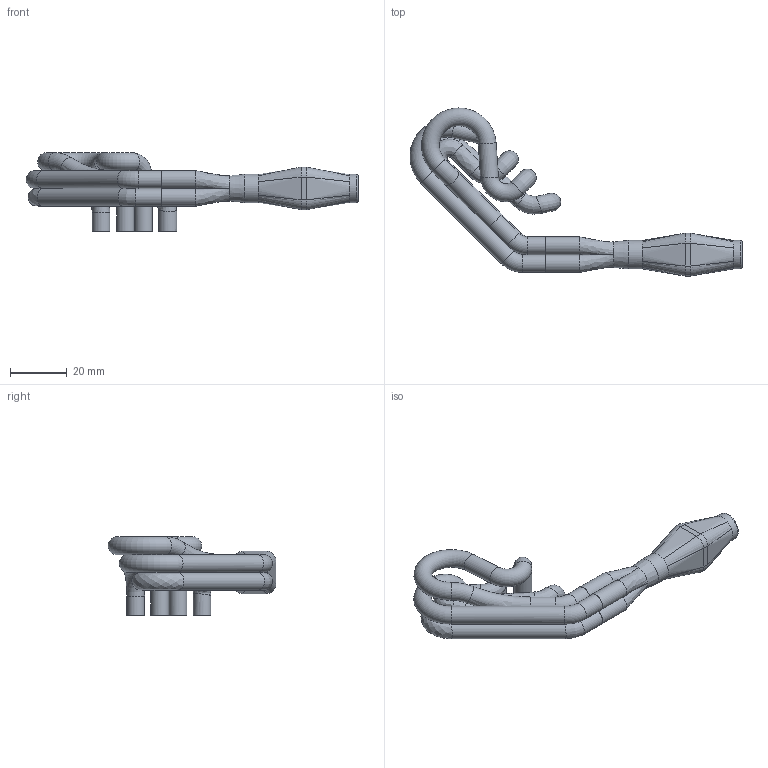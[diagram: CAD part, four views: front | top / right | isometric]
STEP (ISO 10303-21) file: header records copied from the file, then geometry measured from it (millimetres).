
FILE_DESCRIPTION(('FreeCAD Model'),'2;1');
FILE_NAME('Open CASCADE Shape Model','2022-12-31T17:00:15',(''),(''), 'Open CASCADE STEP processor 7.6','FreeCAD','Unknown');
FILE_SCHEMA(('AUTOMOTIVE_DESIGN { 1 0 10303 214 1 1 1 1 }'));
Length unit declared in the file: millimetre
Products named in the file (1): Body003
Bounding box: 116.61 x 59 x 27.5 mm (x, y, z)
Volume: 22410.9 mm3; surface area: 12633 mm2
Topology: 1 solids, 1 shells, 93 faces, 217 edges, 125 vertices
Faces by surface type: cylinder 27, bspline 22, plane 15, torus 11, revolution 10, extrusion 6, sphere 1, cone 1
Full cylindrical faces by diameter (mm): 3.25 x4, 6.25 x7, 7 x1, 10 x2
Entity records: 8994 total; most frequent: CARTESIAN_POINT 4721, DIRECTION 774, ORIENTED_EDGE 434, PCURVE 432, DEFINITIONAL_REPRESENTATION 432, VECTOR 356, LINE 350, EDGE_CURVE 216
